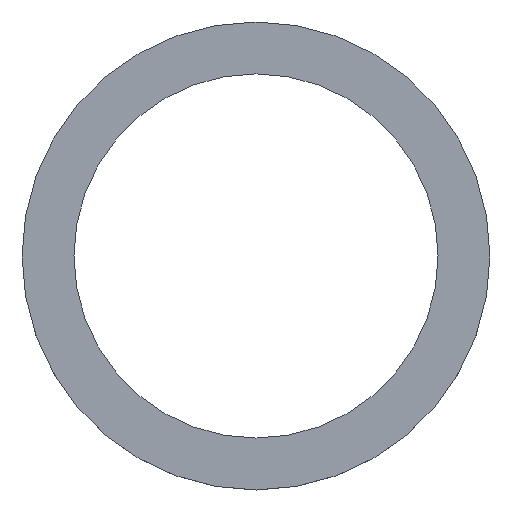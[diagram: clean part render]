
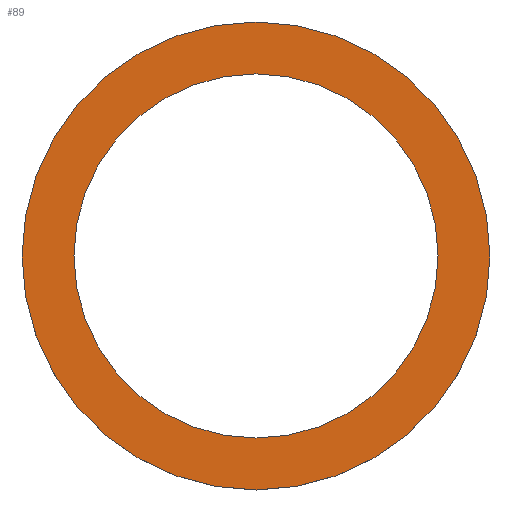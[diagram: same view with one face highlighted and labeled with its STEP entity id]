
A CAD part, top view. The second image highlights one B-rep face of the part: STEP entity #89.
In plain terms, the highlighted planar face has unit normal (0, 0, 1).
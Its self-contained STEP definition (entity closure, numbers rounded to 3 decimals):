
#26=FACE_BOUND('',#41,.T.);
#32=FACE_OUTER_BOUND('',#40,.T.);
#40=EDGE_LOOP('',(#79));
#41=EDGE_LOOP('',(#80));
#45=CIRCLE('',#98,32.9);
#47=CIRCLE('',#102,25.604);
#51=VERTEX_POINT('',#144);
#53=VERTEX_POINT('',#151);
#58=EDGE_CURVE('',#51,#51,#45,.T.);
#61=EDGE_CURVE('',#53,#53,#47,.T.);
#79=ORIENTED_EDGE('',*,*,#58,.T.);
#80=ORIENTED_EDGE('',*,*,#61,.T.);
#83=PLANE('',#103);
#89=ADVANCED_FACE('',(#32,#26),#83,.T.);
#98=AXIS2_PLACEMENT_3D('',#145,#119,#120);
#102=AXIS2_PLACEMENT_3D('',#152,#128,#129);
#103=AXIS2_PLACEMENT_3D('',#154,#131,#132);
#119=DIRECTION('center_axis',(0.,0.,1.));
#120=DIRECTION('ref_axis',(-1.,0.,0.));
#128=DIRECTION('center_axis',(0.,0.,-1.));
#129=DIRECTION('ref_axis',(-1.,0.,0.));
#131=DIRECTION('center_axis',(0.,0.,1.));
#132=DIRECTION('ref_axis',(-1.,0.,0.));
#144=CARTESIAN_POINT('',(32.9,0.,8.5));
#145=CARTESIAN_POINT('Origin',(0.,0.,
8.5));
#151=CARTESIAN_POINT('',(25.604,0.,8.5));
#152=CARTESIAN_POINT('Origin',(0.,0.,8.5));
#154=CARTESIAN_POINT('Origin',(0.,0.,
8.5));
